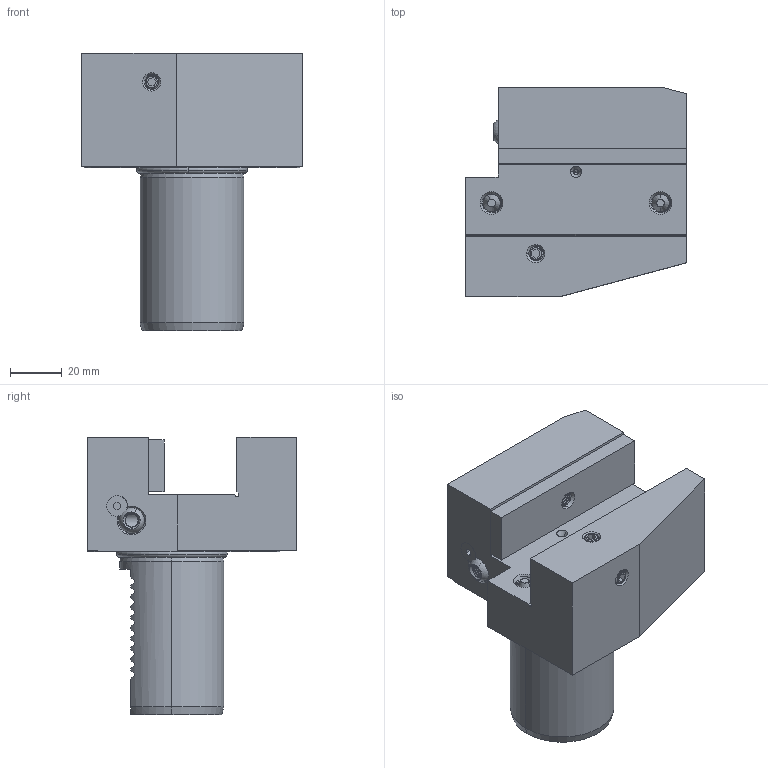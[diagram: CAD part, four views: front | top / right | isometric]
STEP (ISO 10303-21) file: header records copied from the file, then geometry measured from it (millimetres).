
FILE_DESCRIPTION (( 'STEP AP203' ), '1' );
FILE_NAME ('409.32.25.IK.STEP', '2017-12-26T05:01:32', ( '' ), ( '' ), 'SwSTEP 2.0', 'SolidWorks 2012', '' );
FILE_SCHEMA (( 'CONFIG_CONTROL_DESIGN' ));
Length unit declared in the file: millimetre
Products named in the file (13): 皿頭_M4xP0.7x8L; M6螺絲投; M6x20; 72.5x20x6; M8尖頭螺絲; M12平頭螺絲; 管螺文螺絲; VDI40    B2; O型環38.7; 2-44100006N4出水銅嘴; 18x7.8; 409.32.25.IK; O型環8
Assembly tree (15 placements, depth 2):
  409.32.25.IK
    VDI40    B2
    18x7.8
    2-44100006N4出水銅嘴
    O型環38.7
    管螺文螺絲
    M8尖頭螺絲  x2
    M12平頭螺絲  x2
    皿頭_M4xP0.7x8L
    72.5x20x6
    M6x20
    M6螺絲投  x2
    O型環8
Bounding box: 85 x 80.5 x 106.7 mm (x, y, z)
Volume: 281081.8 mm3; surface area: 55394.5 mm2
Topology: 15 solids, 15 shells, 728 faces, 1982 edges, 1287 vertices
Faces by surface type: cylinder 357, cone 151, plane 151, bspline 45, torus 18, sphere 6
Entity records: 62730 total; most frequent: CARTESIAN_POINT 47569, ORIENTED_EDGE 3372, DIRECTION 2348, EDGE_CURVE 1686, VERTEX_POINT 1096, AXIS2_PLACEMENT_3D 850, EDGE_LOOP 658, VECTOR 648
